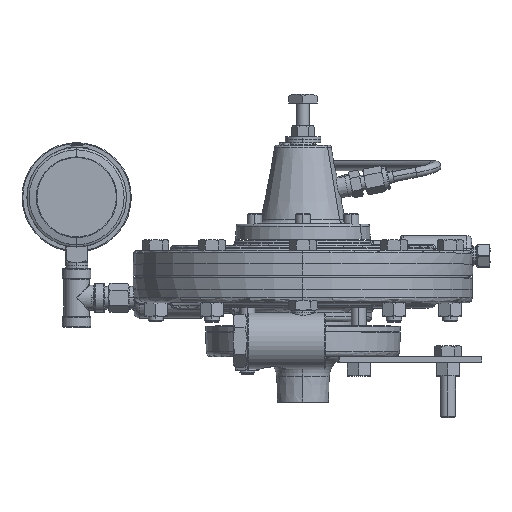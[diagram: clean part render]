
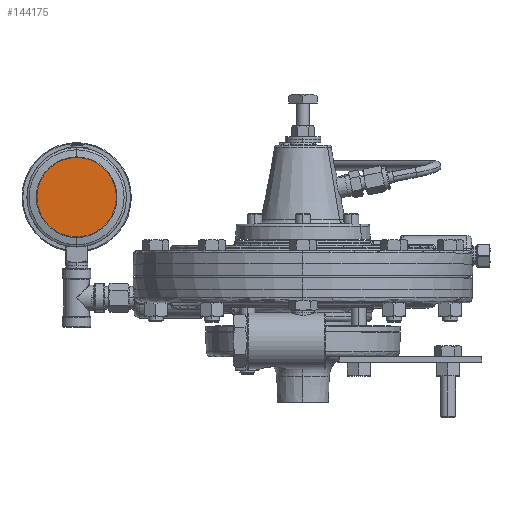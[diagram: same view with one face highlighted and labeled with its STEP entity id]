
A CAD part, top view. The second image highlights one B-rep face of the part: STEP entity #144175.
In plain terms, the highlighted planar face has unit normal (0, 0, 1).
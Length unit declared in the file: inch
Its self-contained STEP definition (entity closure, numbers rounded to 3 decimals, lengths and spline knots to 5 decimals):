
#15133 = AXIS2_PLACEMENT_3D ( 'NONE', #189140, #24439, #190084 ) ;
#18192 = CIRCLE ( 'NONE', #15133, 0.97624 ) ;
#24439 = DIRECTION ( 'NONE',  ( 0., 0., 1. ) ) ;
#27809 = CARTESIAN_POINT ( 'NONE',  ( -5.5675, 6.15249, 0.51 ) ) ;
#40552 = ORIENTED_EDGE ( 'NONE', *, *, #150297, .T. ) ;
#40984 = EDGE_LOOP ( 'NONE', ( #77361, #40552 ) ) ;
#53063 = DIRECTION ( 'NONE',  ( 0., 0., 1. ) ) ;
#60092 = VERTEX_POINT ( 'NONE', #27809 ) ;
#74594 = CIRCLE ( 'NONE', #77826, 0.97624 ) ;
#76876 = DIRECTION ( 'NONE',  ( 0., 0., -1. ) ) ;
#77361 = ORIENTED_EDGE ( 'NONE', *, *, #157523, .T. ) ;
#77826 = AXIS2_PLACEMENT_3D ( 'NONE', #146691, #53063, #130957 ) ;
#106584 = CARTESIAN_POINT ( 'NONE',  ( -5.5675, 4.20001, 0.51 ) ) ;
#111364 = CARTESIAN_POINT ( 'NONE',  ( -5.5675, 5.17625, 0.51 ) ) ;
#127683 = AXIS2_PLACEMENT_3D ( 'NONE', #111364, #76876, #140961 ) ;
#130957 = DIRECTION ( 'NONE',  ( 0., -1., 0. ) ) ;
#140961 = DIRECTION ( 'NONE',  ( 0., -1., 0. ) ) ;
#144175 = ADVANCED_FACE ( 'NONE', ( #167632 ), #168586, .F. ) ;
#146629 = VERTEX_POINT ( 'NONE', #106584 ) ;
#146691 = CARTESIAN_POINT ( 'NONE',  ( -5.5675, 5.17625, 0.51 ) ) ;
#150297 = EDGE_CURVE ( 'NONE', #60092, #146629, #18192, .T. ) ;
#157523 = EDGE_CURVE ( 'NONE', #146629, #60092, #74594, .T. ) ;
#167632 = FACE_OUTER_BOUND ( 'NONE', #40984, .T. ) ;
#168586 = PLANE ( 'NONE',  #127683 ) ;
#189140 = CARTESIAN_POINT ( 'NONE',  ( -5.5675, 5.17625, 0.51 ) ) ;
#190084 = DIRECTION ( 'NONE',  ( 0., -1., 0. ) ) ;
